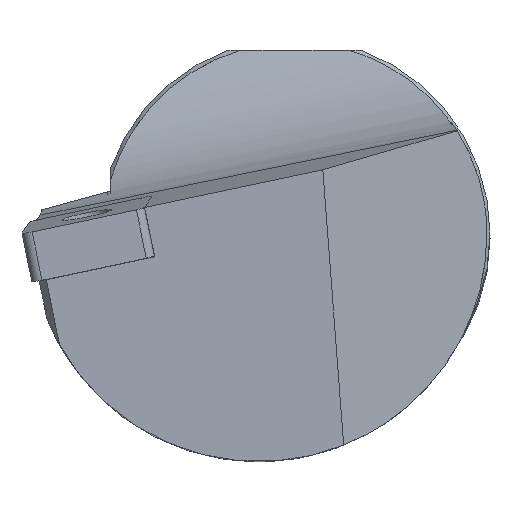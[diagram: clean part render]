
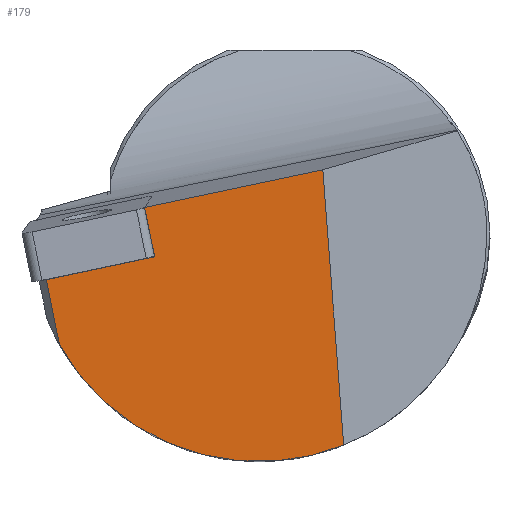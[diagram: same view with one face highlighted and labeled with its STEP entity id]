
A CAD part, top view. The second image highlights one B-rep face of the part: STEP entity #179.
In plain terms, the highlighted planar face has unit normal (0.103, -0.068, 0.992).
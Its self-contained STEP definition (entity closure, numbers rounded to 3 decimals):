
#53=ELLIPSE('',#881,29.424,29.2);
#109=FACE_OUTER_BOUND('',#269,.T.);
#179=ADVANCED_FACE('',(#109),#206,.T.);
#206=PLANE('',#915);
#269=EDGE_LOOP('',(#501,#502,#503,#504,#505,#506));
#501=ORIENTED_EDGE('',*,*,#720,.F.);
#502=ORIENTED_EDGE('',*,*,#721,.F.);
#503=ORIENTED_EDGE('',*,*,#722,.T.);
#504=ORIENTED_EDGE('',*,*,#674,.T.);
#505=ORIENTED_EDGE('',*,*,#668,.T.);
#506=ORIENTED_EDGE('',*,*,#656,.T.);
#571=VERTEX_POINT('',#1241);
#572=VERTEX_POINT('',#1243);
#583=VERTEX_POINT('',#1275);
#587=VERTEX_POINT('',#1290);
#614=VERTEX_POINT('',#1427);
#615=VERTEX_POINT('',#1429);
#656=EDGE_CURVE('',#572,#571,#755,.T.);
#668=EDGE_CURVE('',#583,#572,#759,.T.);
#674=EDGE_CURVE('',#587,#583,#53,.T.);
#720=EDGE_CURVE('',#614,#571,#779,.T.);
#721=EDGE_CURVE('',#615,#614,#780,.T.);
#722=EDGE_CURVE('',#615,#587,#781,.T.);
#755=LINE('',#1242,#807);
#759=LINE('',#1274,#811);
#779=LINE('',#1426,#831);
#780=LINE('',#1428,#832);
#781=LINE('',#1430,#833);
#807=VECTOR('',#1006,1.);
#811=VECTOR('',#1026,1.);
#831=VECTOR('',#1124,1.);
#832=VECTOR('',#1125,1.);
#833=VECTOR('',#1126,1.);
#881=AXIS2_PLACEMENT_3D('',#1289,#1038,#1039);
#915=AXIS2_PLACEMENT_3D('',#1431,#1127,#1128);
#1006=DIRECTION('',(-0.975,-0.206,0.087));
#1026=DIRECTION('',(-0.076,0.994,0.076));
#1038=DIRECTION('',(0.103,-0.068,0.992));
#1039=DIRECTION('',(-0.829,0.546,0.123));
#1124=DIRECTION('',(-0.199,0.976,0.087));
#1125=DIRECTION('',(0.975,0.206,-0.087));
#1126=DIRECTION('',(0.199,-0.976,-0.087));
#1127=DIRECTION('',(0.103,-0.068,0.992));
#1128=DIRECTION('',(-0.995,0.,0.103));
#1241=CARTESIAN_POINT('',(-19.202,3.297,347.924));
#1242=CARTESIAN_POINT('',(3.608,8.119,345.892));
#1243=CARTESIAN_POINT('',(3.608,8.119,345.892));
#1274=CARTESIAN_POINT('',(6.287,-27.094,343.213));
#1275=CARTESIAN_POINT('',(6.287,-27.094,343.213));
#1289=CARTESIAN_POINT('',(-4.6,0.,346.188));
#1290=CARTESIAN_POINT('',(-30.082,-14.258,347.853));
#1426=CARTESIAN_POINT('',(-16.995,-7.549,346.956));
#1427=CARTESIAN_POINT('',(-17.919,-3.01,347.361));
#1428=CARTESIAN_POINT('',(-31.775,-5.939,348.595));
#1429=CARTESIAN_POINT('',(-31.775,-5.939,348.595));
#1430=CARTESIAN_POINT('',(-30.851,-10.478,348.19));
#1431=CARTESIAN_POINT('',(-33.058,0.367,349.158));
